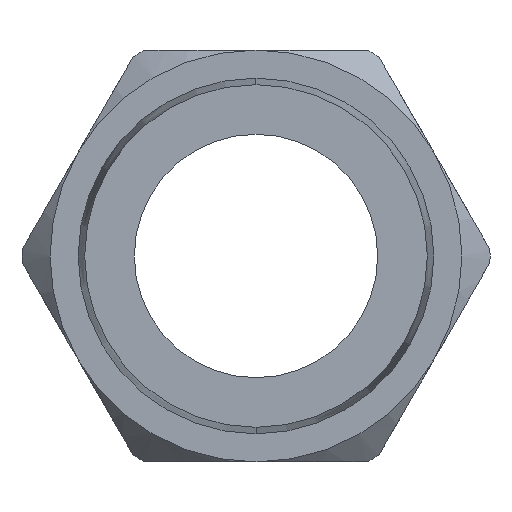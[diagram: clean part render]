
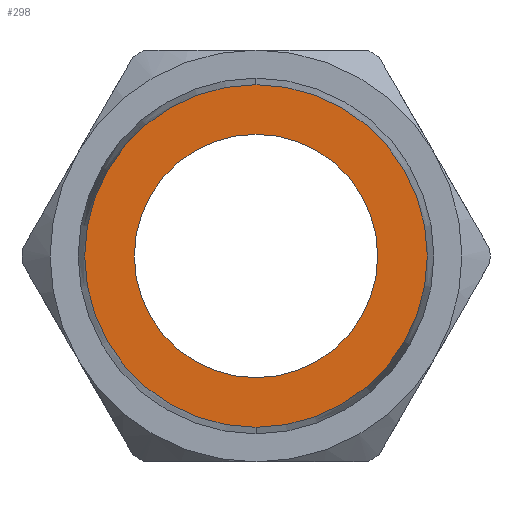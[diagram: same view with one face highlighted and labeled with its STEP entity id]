
A CAD part, left-side view. The second image highlights one B-rep face of the part: STEP entity #298.
In plain terms, the highlighted planar face has unit normal (-1, 0, 0).
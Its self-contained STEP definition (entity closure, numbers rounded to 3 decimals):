
#113 = PLANE ( 'NONE',  #3350 ) ;
#125 = DIRECTION ( 'NONE',  ( 0., 0., -1. ) ) ;
#298 = ADVANCED_FACE ( 'NONE', ( #1142, #5343 ), #113, .F. ) ;
#658 = EDGE_CURVE ( 'NONE', #1781, #1548, #4632, .T. ) ;
#986 = CIRCLE ( 'NONE', #1377, 9.15 ) ;
#1006 = DIRECTION ( 'NONE',  ( 1., 0., 0. ) ) ;
#1026 = CARTESIAN_POINT ( 'NONE',  ( 0., 0., 0. ) ) ;
#1125 = DIRECTION ( 'NONE',  ( 1., 0., 0. ) ) ;
#1142 = FACE_BOUND ( 'NONE', #2625, .T. ) ;
#1223 = DIRECTION ( 'NONE',  ( 0., 0., 1. ) ) ;
#1377 = AXIS2_PLACEMENT_3D ( 'NONE', #5462, #3989, #1223 ) ;
#1548 = VERTEX_POINT ( 'NONE', #3078 ) ;
#1781 = VERTEX_POINT ( 'NONE', #2997 ) ;
#2162 = ORIENTED_EDGE ( 'NONE', *, *, #658, .T. ) ;
#2193 = EDGE_LOOP ( 'NONE', ( #4624, #2460 ) ) ;
#2267 = AXIS2_PLACEMENT_3D ( 'NONE', #2705, #3297, #5175 ) ;
#2297 = VERTEX_POINT ( 'NONE', #4564 ) ;
#2416 = EDGE_CURVE ( 'NONE', #1548, #1781, #5213, .T. ) ;
#2460 = ORIENTED_EDGE ( 'NONE', *, *, #4776, .T. ) ;
#2552 = AXIS2_PLACEMENT_3D ( 'NONE', #1026, #1125, #125 ) ;
#2625 = EDGE_LOOP ( 'NONE', ( #5672, #2162 ) ) ;
#2705 = CARTESIAN_POINT ( 'NONE',  ( 0., 0., 0. ) ) ;
#2758 = CIRCLE ( 'NONE', #2267, 9.15 ) ;
#2997 = CARTESIAN_POINT ( 'NONE',  ( 0., 0., -6.5 ) ) ;
#3078 = CARTESIAN_POINT ( 'NONE',  ( 0., 0., 6.5 ) ) ;
#3297 = DIRECTION ( 'NONE',  ( -1., 0., 0. ) ) ;
#3331 = CARTESIAN_POINT ( 'NONE',  ( 0., 0., 0. ) ) ;
#3350 = AXIS2_PLACEMENT_3D ( 'NONE', #5842, #3430, #4850 ) ;
#3430 = DIRECTION ( 'NONE',  ( 1., 0., 0. ) ) ;
#3644 = AXIS2_PLACEMENT_3D ( 'NONE', #3331, #1006, #5207 ) ;
#3989 = DIRECTION ( 'NONE',  ( -1., 0., 0. ) ) ;
#4564 = CARTESIAN_POINT ( 'NONE',  ( 0., 0., -9.15 ) ) ;
#4624 = ORIENTED_EDGE ( 'NONE', *, *, #4964, .T. ) ;
#4632 = CIRCLE ( 'NONE', #3644, 6.5 ) ;
#4692 = VERTEX_POINT ( 'NONE', #5742 ) ;
#4776 = EDGE_CURVE ( 'NONE', #4692, #2297, #986, .T. ) ;
#4850 = DIRECTION ( 'NONE',  ( 0., 0., -1. ) ) ;
#4964 = EDGE_CURVE ( 'NONE', #2297, #4692, #2758, .T. ) ;
#5175 = DIRECTION ( 'NONE',  ( 0., 0., 1. ) ) ;
#5207 = DIRECTION ( 'NONE',  ( 0., 0., -1. ) ) ;
#5213 = CIRCLE ( 'NONE', #2552, 6.5 ) ;
#5343 = FACE_OUTER_BOUND ( 'NONE', #2193, .T. ) ;
#5462 = CARTESIAN_POINT ( 'NONE',  ( 0., 0., 0. ) ) ;
#5672 = ORIENTED_EDGE ( 'NONE', *, *, #2416, .T. ) ;
#5742 = CARTESIAN_POINT ( 'NONE',  ( 0., 0., 9.15 ) ) ;
#5842 = CARTESIAN_POINT ( 'NONE',  ( 0., 0., 0. ) ) ;
